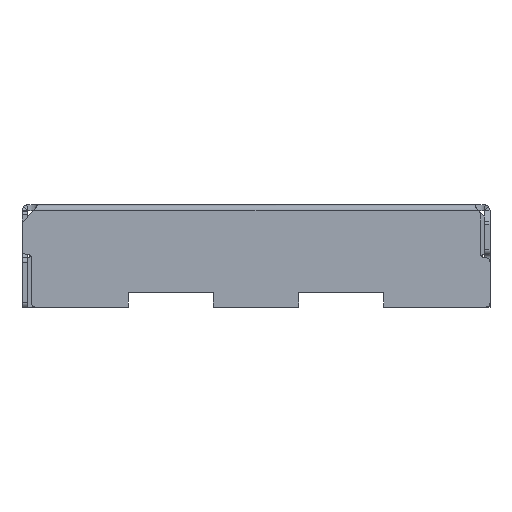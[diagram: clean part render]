
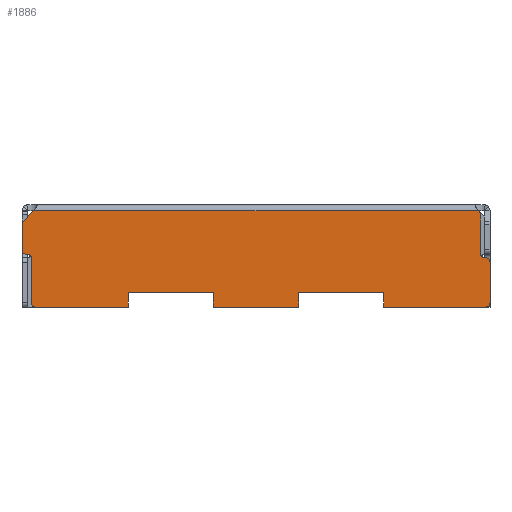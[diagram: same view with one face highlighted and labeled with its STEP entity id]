
A CAD part, left-side view. The second image highlights one B-rep face of the part: STEP entity #1886.
In plain terms, the highlighted face is planar.
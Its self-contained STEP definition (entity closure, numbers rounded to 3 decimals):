
#1886=ADVANCED_FACE('',(#5968),#5970,.T.);
#5968=FACE_BOUND('',#5969,.T.);
#5969=EDGE_LOOP('',(#8680,#8681,#8682,#8683,#8684,#8685,#8686,#8687,#8688,#8689,
#8690,#8691,#8692,#8693,#8694,#8695,#8696,#8697,#8698,#8699,#8700,#8701,#8702,#8703,
#8704,#8705));
#5970=PLANE('',#5971);
#5971=AXIS2_PLACEMENT_3D('',#5972,#5973,#5974);
#5972=CARTESIAN_POINT('',(8.05,-1.8,-8.25));
#5973=DIRECTION('',(0.,0.,-1.));
#5974=DIRECTION('',(-1.,0.,0.));
#8680=ORIENTED_EDGE('',*,*,#10393,.F.);
#8681=ORIENTED_EDGE('',*,*,#10448,.F.);
#8682=ORIENTED_EDGE('',*,*,#10446,.F.);
#8683=ORIENTED_EDGE('',*,*,#10444,.T.);
#8684=ORIENTED_EDGE('',*,*,#10442,.F.);
#8685=ORIENTED_EDGE('',*,*,#10440,.F.);
#8686=ORIENTED_EDGE('',*,*,#10438,.F.);
#8687=ORIENTED_EDGE('',*,*,#10436,.F.);
#8688=ORIENTED_EDGE('',*,*,#10434,.F.);
#8689=ORIENTED_EDGE('',*,*,#10432,.T.);
#8690=ORIENTED_EDGE('',*,*,#10431,.T.);
#8691=ORIENTED_EDGE('',*,*,#10428,.F.);
#8692=ORIENTED_EDGE('',*,*,#10426,.F.);
#8693=ORIENTED_EDGE('',*,*,#10716,.F.);
#8694=ORIENTED_EDGE('',*,*,#10417,.F.);
#8695=ORIENTED_EDGE('',*,*,#10415,.F.);
#8696=ORIENTED_EDGE('',*,*,#10413,.F.);
#8697=ORIENTED_EDGE('',*,*,#10411,.F.);
#8698=ORIENTED_EDGE('',*,*,#10409,.F.);
#8699=ORIENTED_EDGE('',*,*,#10407,.T.);
#8700=ORIENTED_EDGE('',*,*,#10406,.T.);
#8701=ORIENTED_EDGE('',*,*,#10403,.F.);
#8702=ORIENTED_EDGE('',*,*,#10401,.F.);
#8703=ORIENTED_EDGE('',*,*,#10399,.F.);
#8704=ORIENTED_EDGE('',*,*,#10397,.F.);
#8705=ORIENTED_EDGE('',*,*,#10395,.T.);
#10393=EDGE_CURVE('',#11830,#11832,#11833,.T.);
#10395=EDGE_CURVE('',#11835,#11832,#11836,.T.);
#10397=EDGE_CURVE('',#11835,#11838,#11839,.T.);
#10399=EDGE_CURVE('',#11838,#11841,#11842,.T.);
#10401=EDGE_CURVE('',#11841,#11844,#11845,.T.);
#10403=EDGE_CURVE('',#11844,#11847,#11848,.T.);
#10406=EDGE_CURVE('',#11850,#11847,#11852,.T.);
#10407=EDGE_CURVE('',#11853,#11850,#11854,.T.);
#10409=EDGE_CURVE('',#11853,#11856,#11857,.T.);
#10411=EDGE_CURVE('',#11856,#11859,#11860,.T.);
#10413=EDGE_CURVE('',#11859,#11862,#11863,.T.);
#10415=EDGE_CURVE('',#11862,#11865,#11866,.T.);
#10417=EDGE_CURVE('',#11865,#11868,#11869,.T.);
#10426=EDGE_CURVE('',#11878,#11881,#11882,.T.);
#10428=EDGE_CURVE('',#11881,#11884,#11885,.T.);
#10431=EDGE_CURVE('',#11887,#11884,#11889,.T.);
#10432=EDGE_CURVE('',#11890,#11887,#11891,.T.);
#10434=EDGE_CURVE('',#11890,#11893,#11894,.T.);
#10436=EDGE_CURVE('',#11893,#11896,#11897,.T.);
#10438=EDGE_CURVE('',#11896,#11899,#11900,.T.);
#10440=EDGE_CURVE('',#11899,#11902,#11903,.T.);
#10442=EDGE_CURVE('',#11902,#11905,#11906,.T.);
#10444=EDGE_CURVE('',#11908,#11905,#11909,.T.);
#10446=EDGE_CURVE('',#11908,#11911,#11912,.T.);
#10448=EDGE_CURVE('',#11911,#11830,#11914,.T.);
#10716=EDGE_CURVE('',#11868,#11878,#12314,.T.);
#11830=VERTEX_POINT('',#14444);
#11832=VERTEX_POINT('',#14448);
#11833=LINE('',#14449,#14450);
#11835=VERTEX_POINT('',#14455);
#11836=LINE('',#14456,#14457);
#11838=VERTEX_POINT('',#14462);
#11839=LINE('',#14463,#14464);
#11841=VERTEX_POINT('',#14469);
#11842=LINE('',#14470,#14471);
#11844=VERTEX_POINT('',#14476);
#11845=LINE('',#14477,#14478);
#11847=VERTEX_POINT('',#14483);
#11848=CIRCLE('',#14484,0.15);
#11850=VERTEX_POINT('',#14491);
#11852=LINE('',#14495,#14496);
#11853=VERTEX_POINT('',#14498);
#11854=CIRCLE('',#14499,0.15);
#11856=VERTEX_POINT('',#14506);
#11857=LINE('',#14507,#14508);
#11859=VERTEX_POINT('',#14513);
#11860=CIRCLE('',#14514,0.15);
#11862=VERTEX_POINT('',#14521);
#11863=LINE('',#14522,#14523);
#11865=VERTEX_POINT('',#14528);
#11866=CIRCLE('',#14529,0.15);
#11868=VERTEX_POINT('',#14536);
#11869=LINE('',#14537,#14538);
#11878=VERTEX_POINT('',#14571);
#11881=VERTEX_POINT('',#14581);
#11882=LINE('',#14582,#14583);
#11884=VERTEX_POINT('',#14588);
#11885=CIRCLE('',#14589,0.15);
#11887=VERTEX_POINT('',#14596);
#11889=LINE('',#14600,#14601);
#11890=VERTEX_POINT('',#14603);
#11891=CIRCLE('',#14604,0.15);
#11893=VERTEX_POINT('',#14611);
#11894=LINE('',#14612,#14613);
#11896=VERTEX_POINT('',#14618);
#11897=CIRCLE('',#14619,0.15);
#11899=VERTEX_POINT('',#14626);
#11900=LINE('',#14627,#14628);
#11902=VERTEX_POINT('',#14633);
#11903=CIRCLE('',#14634,0.15);
#11905=VERTEX_POINT('',#14641);
#11906=LINE('',#14642,#14643);
#11908=VERTEX_POINT('',#14648);
#11909=LINE('',#14649,#14650);
#11911=VERTEX_POINT('',#14655);
#11912=LINE('',#14656,#14657);
#11914=LINE('',#14662,#14663);
#12314=LINE('',#15664,#15665);
#14444=CARTESIAN_POINT('',(-1.5,-1.8,-8.25));
#14448=CARTESIAN_POINT('',(1.5,-1.8,-8.25));
#14449=CARTESIAN_POINT('',(-1.5,-1.8,-8.25));
#14450=VECTOR('',#14451,1.);
#14451=DIRECTION('',(1.,0.,0.));
#14455=CARTESIAN_POINT('',(1.5,-1.3,-8.25));
#14456=CARTESIAN_POINT('',(1.5,-1.3,-8.25));
#14457=VECTOR('',#14458,1.);
#14458=DIRECTION('',(0.,-1.,0.));
#14462=CARTESIAN_POINT('',(4.5,-1.3,-8.25));
#14463=CARTESIAN_POINT('',(1.5,-1.3,-8.25));
#14464=VECTOR('',#14465,1.);
#14465=DIRECTION('',(1.,0.,0.));
#14469=CARTESIAN_POINT('',(4.5,-1.8,-8.25));
#14470=CARTESIAN_POINT('',(4.5,-1.3,-8.25));
#14471=VECTOR('',#14472,1.);
#14472=DIRECTION('',(0.,-1.,0.));
#14476=CARTESIAN_POINT('',(7.77,-1.8,-8.25));
#14477=CARTESIAN_POINT('',(4.5,-1.8,-8.25));
#14478=VECTOR('',#14479,1.);
#14479=DIRECTION('',(1.,0.,0.));
#14483=CARTESIAN_POINT('',(7.92,-1.65,-8.25));
#14484=AXIS2_PLACEMENT_3D('',#14485,#14486,#14487);
#14485=CARTESIAN_POINT('',(7.77,-1.65,-8.25));
#14486=DIRECTION('',(0.,0.,1.));
#14487=DIRECTION('',(0.,-1.,0.));
#14491=CARTESIAN_POINT('',(7.92,-0.085,-8.25));
#14495=CARTESIAN_POINT('',(7.92,-0.085,-8.25));
#14496=VECTOR('',#14497,1.);
#14497=DIRECTION('',(0.,-1.,0.));
#14498=CARTESIAN_POINT('',(8.07,0.065,-8.25));
#14499=AXIS2_PLACEMENT_3D('',#14500,#14501,#14502);
#14500=CARTESIAN_POINT('',(8.07,-0.085,-8.25));
#14501=DIRECTION('',(0.,-0.,1.));
#14502=DIRECTION('',(0.,1.,0.));
#14506=CARTESIAN_POINT('',(8.1,0.065,-8.25));
#14507=CARTESIAN_POINT('',(8.07,0.065,-8.25));
#14508=VECTOR('',#14509,1.);
#14509=DIRECTION('',(1.,0.,0.));
#14513=CARTESIAN_POINT('',(8.25,0.215,-8.25));
#14514=AXIS2_PLACEMENT_3D('',#14515,#14516,#14517);
#14515=CARTESIAN_POINT('',(8.1,0.215,-8.25));
#14516=DIRECTION('',(0.,0.,1.));
#14517=DIRECTION('',(0.,-1.,0.));
#14521=CARTESIAN_POINT('',(8.25,1.119,-8.25));
#14522=CARTESIAN_POINT('',(8.25,0.215,-8.25));
#14523=VECTOR('',#14524,1.);
#14524=DIRECTION('',(0.,1.,0.));
#14528=CARTESIAN_POINT('',(8.206,1.225,-8.25));
#14529=AXIS2_PLACEMENT_3D('',#14530,#14531,#14532);
#14530=CARTESIAN_POINT('',(8.1,1.119,-8.25));
#14531=DIRECTION('',(0.,0.,1.));
#14532=DIRECTION('',(1.,0.,0.));
#14536=CARTESIAN_POINT('',(7.831,1.6,-8.25));
#14537=CARTESIAN_POINT('',(8.206,1.225,-8.25));
#14538=VECTOR('',#14539,1.);
#14539=DIRECTION('',(-0.707,0.707,0.));
#14571=CARTESIAN_POINT('',(-7.831,1.6,-8.25));
#14581=CARTESIAN_POINT('',(-7.876,1.555,-8.25));
#14582=CARTESIAN_POINT('',(-7.831,1.6,-8.25));
#14583=VECTOR('',#14584,1.);
#14584=DIRECTION('',(-0.707,-0.707,0.));
#14588=CARTESIAN_POINT('',(-7.92,1.449,-8.25));
#14589=AXIS2_PLACEMENT_3D('',#14590,#14591,#14592);
#14590=CARTESIAN_POINT('',(-7.77,1.449,-8.25));
#14591=DIRECTION('',(0.,0.,1.));
#14592=DIRECTION('',(-0.707,0.707,0.));
#14596=CARTESIAN_POINT('',(-7.92,0.085,-8.25));
#14600=CARTESIAN_POINT('',(-7.92,0.085,-8.25));
#14601=VECTOR('',#14602,1.);
#14602=DIRECTION('',(0.,1.,0.));
#14603=CARTESIAN_POINT('',(-8.07,-0.065,-8.25));
#14604=AXIS2_PLACEMENT_3D('',#14605,#14606,#14607);
#14605=CARTESIAN_POINT('',(-8.07,0.085,-8.25));
#14606=DIRECTION('',(0.,0.,1.));
#14607=DIRECTION('',(0.,-1.,0.));
#14611=CARTESIAN_POINT('',(-8.1,-0.065,-8.25));
#14612=CARTESIAN_POINT('',(-8.07,-0.065,-8.25));
#14613=VECTOR('',#14614,1.);
#14614=DIRECTION('',(-1.,0.,0.));
#14618=CARTESIAN_POINT('',(-8.25,-0.215,-8.25));
#14619=AXIS2_PLACEMENT_3D('',#14620,#14621,#14622);
#14620=CARTESIAN_POINT('',(-8.1,-0.215,-8.25));
#14621=DIRECTION('',(0.,-0.,1.));
#14622=DIRECTION('',(0.,1.,0.));
#14626=CARTESIAN_POINT('',(-8.25,-1.65,-8.25));
#14627=CARTESIAN_POINT('',(-8.25,-0.215,-8.25));
#14628=VECTOR('',#14629,1.);
#14629=DIRECTION('',(0.,-1.,0.));
#14633=CARTESIAN_POINT('',(-8.1,-1.8,-8.25));
#14634=AXIS2_PLACEMENT_3D('',#14635,#14636,#14637);
#14635=CARTESIAN_POINT('',(-8.1,-1.65,-8.25));
#14636=DIRECTION('',(0.,0.,1.));
#14637=DIRECTION('',(-1.,0.,0.));
#14641=CARTESIAN_POINT('',(-4.5,-1.8,-8.25));
#14642=CARTESIAN_POINT('',(-8.1,-1.8,-8.25));
#14643=VECTOR('',#14644,1.);
#14644=DIRECTION('',(1.,0.,0.));
#14648=CARTESIAN_POINT('',(-4.5,-1.3,-8.25));
#14649=CARTESIAN_POINT('',(-4.5,-1.3,-8.25));
#14650=VECTOR('',#14651,1.);
#14651=DIRECTION('',(0.,-1.,0.));
#14655=CARTESIAN_POINT('',(-1.5,-1.3,-8.25));
#14656=CARTESIAN_POINT('',(-4.5,-1.3,-8.25));
#14657=VECTOR('',#14658,1.);
#14658=DIRECTION('',(1.,0.,0.));
#14662=CARTESIAN_POINT('',(-1.5,-1.3,-8.25));
#14663=VECTOR('',#14664,1.);
#14664=DIRECTION('',(0.,-1.,0.));
#15664=CARTESIAN_POINT('',(7.831,1.6,-8.25));
#15665=VECTOR('',#15666,1.);
#15666=DIRECTION('',(-1.,0.,0.));
